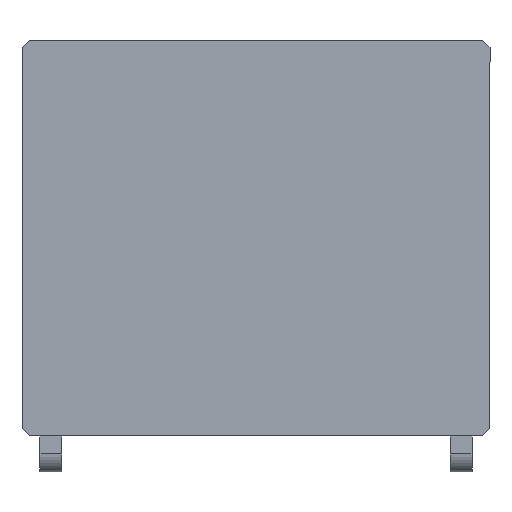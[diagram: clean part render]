
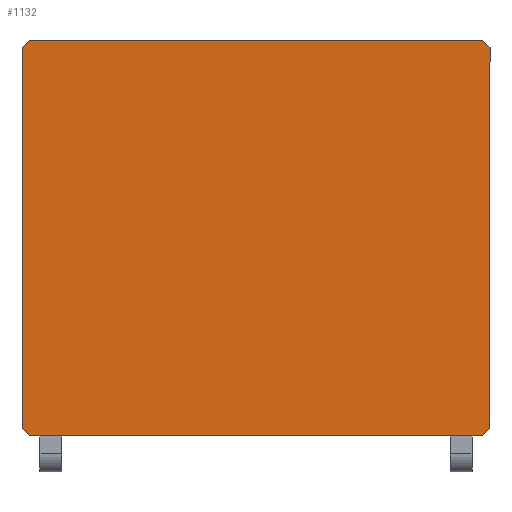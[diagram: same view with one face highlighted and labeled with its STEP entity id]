
A CAD part, front view. The second image highlights one B-rep face of the part: STEP entity #1132.
In plain terms, the highlighted planar face has unit normal (0, -1, 0).
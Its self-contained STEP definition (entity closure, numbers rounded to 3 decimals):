
#142=FACE_OUTER_BOUND('',#220,.T.);
#220=EDGE_LOOP('',(#1017,#1018,#1019,#1020,#1021,#1022,#1023,#1024));
#264=LINE('',#1660,#384);
#277=LINE('',#1698,#397);
#296=LINE('',#1734,#416);
#298=LINE('',#1737,#418);
#300=LINE('',#1742,#420);
#303=LINE('',#1747,#423);
#304=LINE('',#1749,#424);
#340=LINE('',#1862,#460);
#384=VECTOR('',#1340,10.);
#397=VECTOR('',#1373,10.);
#416=VECTOR('',#1396,10.);
#418=VECTOR('',#1400,10.);
#420=VECTOR('',#1404,10.);
#423=VECTOR('',#1409,10.);
#424=VECTOR('',#1412,10.);
#460=VECTOR('',#1542,10.);
#498=VERTEX_POINT('',#1657);
#499=VERTEX_POINT('',#1659);
#513=VERTEX_POINT('',#1695);
#514=VERTEX_POINT('',#1697);
#529=VERTEX_POINT('',#1733);
#530=VERTEX_POINT('',#1739);
#531=VERTEX_POINT('',#1741);
#532=VERTEX_POINT('',#1745);
#618=EDGE_CURVE('',#499,#498,#264,.T.);
#637=EDGE_CURVE('',#513,#514,#277,.T.);
#656=EDGE_CURVE('',#529,#514,#296,.T.);
#658=EDGE_CURVE('',#529,#498,#298,.T.);
#660=EDGE_CURVE('',#530,#531,#300,.T.);
#663=EDGE_CURVE('',#530,#532,#303,.T.);
#664=EDGE_CURVE('',#499,#532,#304,.T.);
#716=EDGE_CURVE('',#513,#531,#340,.T.);
#1017=ORIENTED_EDGE('',*,*,#637,.F.);
#1018=ORIENTED_EDGE('',*,*,#716,.T.);
#1019=ORIENTED_EDGE('',*,*,#660,.F.);
#1020=ORIENTED_EDGE('',*,*,#663,.T.);
#1021=ORIENTED_EDGE('',*,*,#664,.F.);
#1022=ORIENTED_EDGE('',*,*,#618,.T.);
#1023=ORIENTED_EDGE('',*,*,#658,.F.);
#1024=ORIENTED_EDGE('',*,*,#656,.T.);
#1070=PLANE('',#1230);
#1132=ADVANCED_FACE('',(#142),#1070,.F.);
#1230=AXIS2_PLACEMENT_3D('',#1863,#1543,#1544);
#1340=DIRECTION('',(1.,0.,0.));
#1373=DIRECTION('',(0.707,0.,-0.707));
#1396=DIRECTION('',(0.,0.,1.));
#1400=DIRECTION('',(-0.707,0.,-0.707));
#1404=DIRECTION('',(0.707,0.,0.707));
#1409=DIRECTION('',(0.,0.,-1.));
#1412=DIRECTION('',(-0.707,0.,0.707));
#1542=DIRECTION('',(-1.,0.,0.));
#1543=DIRECTION('center_axis',(0.,1.,0.));
#1544=DIRECTION('ref_axis',(1.,0.,0.));
#1657=CARTESIAN_POINT('',(31.5,22.5,5.));
#1659=CARTESIAN_POINT('',(-31.5,22.5,5.));
#1660=CARTESIAN_POINT('',(-32.5,22.5,5.));
#1695=CARTESIAN_POINT('',(31.5,22.5,60.));
#1697=CARTESIAN_POINT('',(32.5,22.5,59.));
#1698=CARTESIAN_POINT('',(30.75,22.5,60.75));
#1733=CARTESIAN_POINT('',(32.5,22.5,6.));
#1734=CARTESIAN_POINT('',(32.5,22.5,5.));
#1737=CARTESIAN_POINT('',(30.75,22.5,4.25));
#1739=CARTESIAN_POINT('',(-32.5,22.5,59.));
#1741=CARTESIAN_POINT('',(-31.5,22.5,60.));
#1742=CARTESIAN_POINT('',(-30.75,22.5,60.75));
#1745=CARTESIAN_POINT('',(-32.5,22.5,6.));
#1747=CARTESIAN_POINT('',(-32.5,22.5,60.));
#1749=CARTESIAN_POINT('',(-30.75,22.5,4.25));
#1862=CARTESIAN_POINT('',(32.5,22.5,60.));
#1863=CARTESIAN_POINT('Origin',(0.,22.5,32.5));
